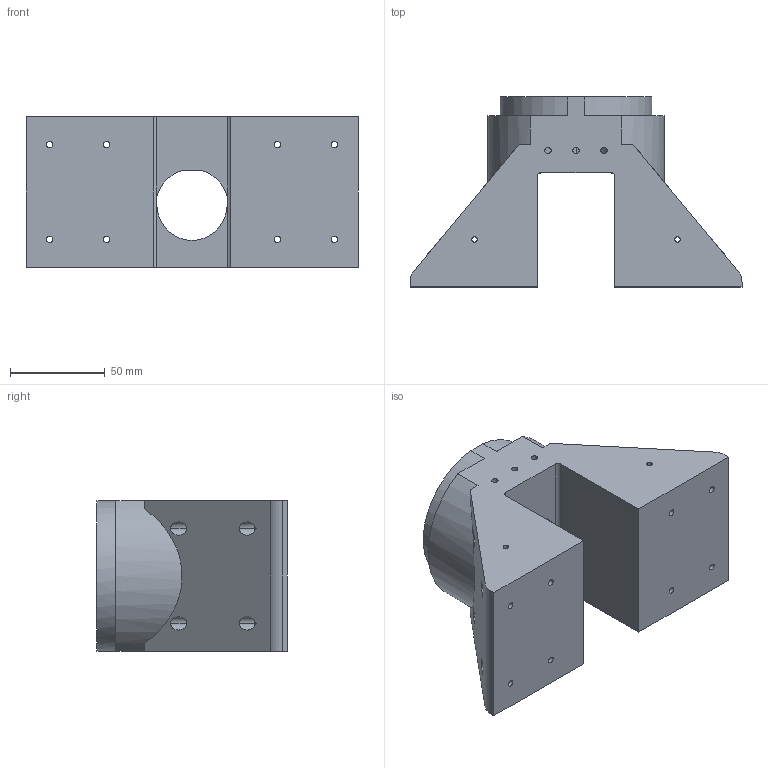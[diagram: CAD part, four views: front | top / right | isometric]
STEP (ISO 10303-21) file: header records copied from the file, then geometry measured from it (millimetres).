
FILE_DESCRIPTION (( 'STEP AP214' ), '1' );
FILE_NAME ('motor_mount.STEP', '2025-03-23T15:19:17', ( '' ), ( '' ), 'SwSTEP 2.0', 'SolidWorks 2025', '' );
FILE_SCHEMA (( 'AUTOMOTIVE_DESIGN' ));
Length unit declared in the file: millimetre
Products named in the file (1): motor_mount
Bounding box: 175 x 100.2 x 79.5 mm (x, y, z)
Volume: 601798.7 mm3; surface area: 77262.5 mm2
Topology: 1 solids, 1 shells, 150 faces, 396 edges, 262 vertices
Faces by surface type: plane 93, cylinder 57
Entity records: 4717 total; most frequent: CARTESIAN_POINT 863, ORIENTED_EDGE 792, DIRECTION 782, EDGE_CURVE 396, VECTOR 276, LINE 276, VERTEX_POINT 262, AXIS2_PLACEMENT_3D 253
